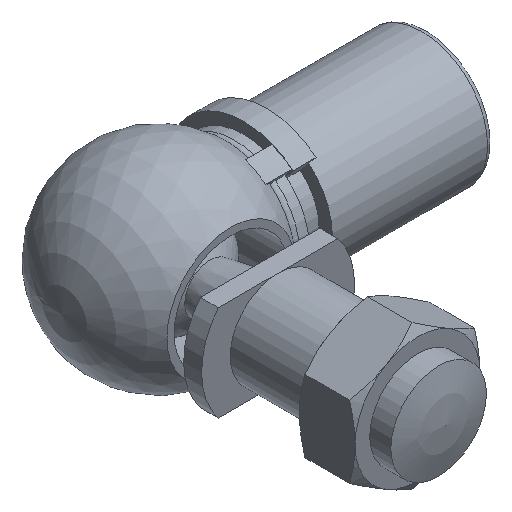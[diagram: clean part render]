
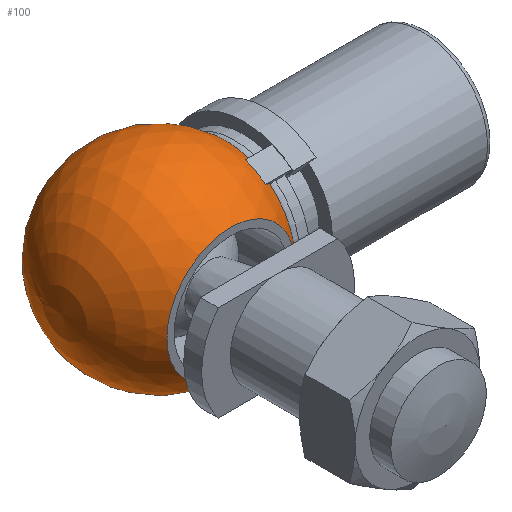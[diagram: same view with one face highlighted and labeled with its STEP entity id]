
A CAD part, isometric view. The second image highlights one B-rep face of the part: STEP entity #100.
In plain terms, the highlighted spherical face has radius 16.15 mm.
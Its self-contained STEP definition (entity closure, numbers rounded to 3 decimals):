
#100 = ADVANCED_FACE( '', ( #251, #252, #253 ), #254, .T. );
#251 = FACE_BOUND( '', #472, .T. );
#252 = FACE_OUTER_BOUND( '', #473, .T. );
#253 = FACE_BOUND( '', #474, .T. );
#254 = SPHERICAL_SURFACE( '', #475, 16.15 );
#472 = VERTEX_LOOP( '', #717 );
#473 = EDGE_LOOP( '', ( #718, #719, #720, #721 ) );
#474 = EDGE_LOOP( '', ( #722 ) );
#475 = AXIS2_PLACEMENT_3D( '', #723, #724, #725 );
#717 = VERTEX_POINT( '', #1228 );
#718 = ORIENTED_EDGE( '', *, *, #1229, .F. );
#719 = ORIENTED_EDGE( '', *, *, #1230, .F. );
#720 = ORIENTED_EDGE( '', *, *, #1210, .F. );
#721 = ORIENTED_EDGE( '', *, *, #1231, .F. );
#722 = ORIENTED_EDGE( '', *, *, #1232, .T. );
#723 = CARTESIAN_POINT( '', ( 0., 0., 0. ) );
#724 = DIRECTION( '', ( 1., 0., 0. ) );
#725 = DIRECTION( '', ( 0., 1., 0. ) );
#1210 = EDGE_CURVE( '', #1420, #1423, #1424, .F. );
#1228 = CARTESIAN_POINT( '', ( -16.15, 0., 0. ) );
#1229 = EDGE_CURVE( '', #1453, #1454, #1455, .F. );
#1230 = EDGE_CURVE( '', #1423, #1453, #1456, .T. );
#1231 = EDGE_CURVE( '', #1454, #1420, #1457, .F. );
#1232 = EDGE_CURVE( '', #1458, #1458, #1459, .F. );
#1420 = VERTEX_POINT( '', #1713 );
#1423 = VERTEX_POINT( '', #1717 );
#1424 = CIRCLE( '', #1718, 16.15 );
#1453 = VERTEX_POINT( '', #1763 );
#1454 = VERTEX_POINT( '', #1764 );
#1455 = CIRCLE( '', #1765, 15.697 );
#1456 = CIRCLE( '', #1766, 11.542 );
#1457 = CIRCLE( '', #1767, 12.8 );
#1458 = VERTEX_POINT( '', #1768 );
#1459 = CIRCLE( '', #1769, 10.696 );
#1713 = CARTESIAN_POINT( '', ( 9.848, -8.055, 9.947 ) );
#1717 = CARTESIAN_POINT( '', ( 11.296, -7.264, 8.97 ) );
#1718 = AXIS2_PLACEMENT_3D( '', #2197, #2198, #2199 );
#1763 = CARTESIAN_POINT( '', ( 11.296, -3.906, 10.861 ) );
#1764 = CARTESIAN_POINT( '', ( 9.848, -4.739, 11.89 ) );
#1765 = AXIS2_PLACEMENT_3D( '', #2221, #2222, #2223 );
#1766 = AXIS2_PLACEMENT_3D( '', #2224, #2225, #2226 );
#1767 = AXIS2_PLACEMENT_3D( '', #2227, #2228, #2229 );
#1768 = CARTESIAN_POINT( '', ( 0., -12.1, -10.696 ) );
#1769 = AXIS2_PLACEMENT_3D( '', #2230, #2231, #2232 );
#2197 = CARTESIAN_POINT( '', ( 0., 0., 0. ) );
#2198 = DIRECTION( '', ( 0., -0.777, -0.629 ) );
#2199 = DIRECTION( '', ( 0., 0.629, -0.777 ) );
#2221 = CARTESIAN_POINT( '', ( 0., 2.953, 2.391 ) );
#2222 = DIRECTION( '', ( 0., 0.777, 0.629 ) );
#2223 = DIRECTION( '', ( 0., -0.629, 0.777 ) );
#2224 = CARTESIAN_POINT( '', ( 11.296, 0., 0. ) );
#2225 = DIRECTION( '', ( 1., 0., 0. ) );
#2226 = DIRECTION( '', ( 0., 0., -1. ) );
#2227 = CARTESIAN_POINT( '', ( 9.848, 0., 0. ) );
#2228 = DIRECTION( '', ( -1., 0., 0. ) );
#2229 = DIRECTION( '', ( 0., 0., 1. ) );
#2230 = CARTESIAN_POINT( '', ( 0., -12.1, 0. ) );
#2231 = DIRECTION( '', ( 0., -1., 0. ) );
#2232 = DIRECTION( '', ( 0., 0., -1. ) );
